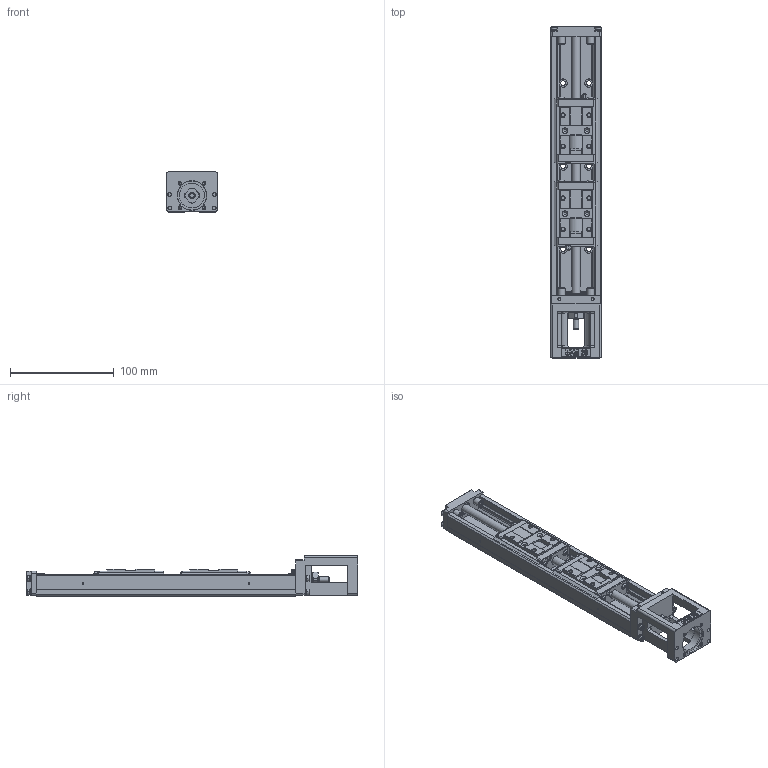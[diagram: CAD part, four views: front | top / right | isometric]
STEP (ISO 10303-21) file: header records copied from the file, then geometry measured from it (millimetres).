
FILE_DESCRIPTION(/* description */ (''),/* implementation_level */ '2;1');
FILE_NAME(/* name */ 'KM26B+250N0_0020_stp.stp',/* time_stamp */ '2010-01-20T15:35:24+08:00',/* author */ (''),/* organization */ (''),/* preprocessor_version */ 'ST-DEVELOPER v11',/* originating_system */ 'UGS - NX 5.0',/* authorisation */ '');
FILE_SCHEMA (('CONFIG_CONTROL_DESIGN'));
Length unit declared in the file: millimetre
Products named in the file (1): shin7094jb9g
Bounding box: 50 x 320 x 38.8 mm (x, y, z)
Volume: 254704.4 mm3; surface area: 93553.3 mm2
Topology: 3 solids, 3 shells, 1405 faces, 3786 edges, 2478 vertices
Faces by surface type: plane 959, cylinder 263, cone 90, extrusion 38, torus 20, sphere 18, bspline 17
Full cylindrical faces by diameter (mm): 1.6 x4, 2.5 x11, 3 x2, 3.3 x8, 3.5 x4, 4 x5, 4.5 x6, 4.7 x4, 5 x2, 5.3 x8, 6 x17, 7 x4, 8 x7, 9 x4, 10 x2, 11 x2, 24 x1, 28 x1
Entity records: 44384 total; most frequent: CARTESIAN_POINT 9785, ORIENTED_EDGE 7160, DIRECTION 6803, EDGE_CURVE 3580, VECTOR 2639, LINE 2601, VERTEX_POINT 2419, AXIS2_PLACEMENT_3D 2082
